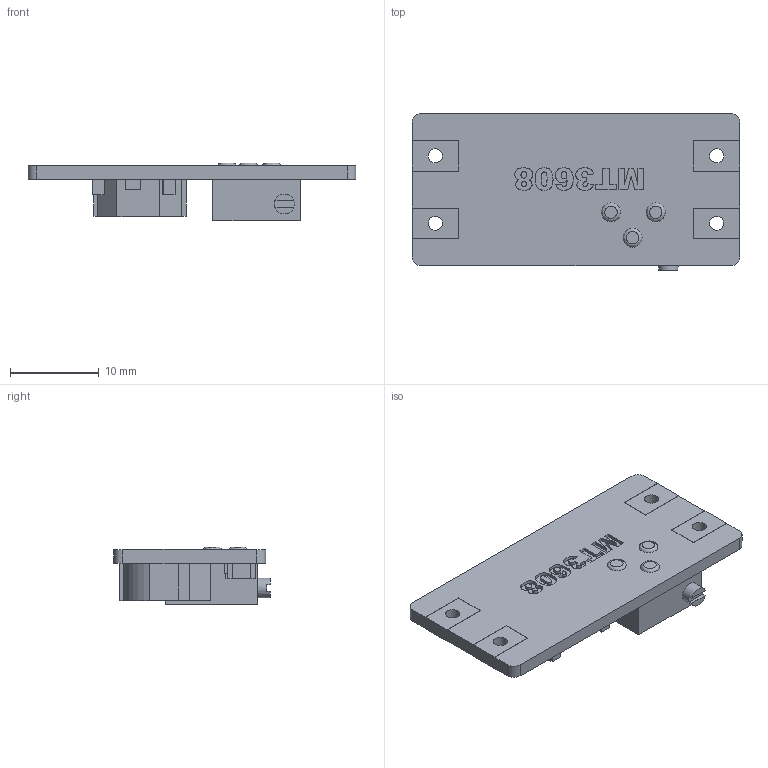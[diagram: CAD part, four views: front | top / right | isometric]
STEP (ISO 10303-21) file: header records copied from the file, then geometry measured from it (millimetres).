
FILE_DESCRIPTION (( 'STEP AP214' ), '1' );
FILE_NAME ('MT3608-Module_762.STEP', '2019-09-10T06:02:55', ( '' ), ( '' ), 'SwSTEP 2.0', 'SolidWorks 2018', '' );
FILE_SCHEMA (( 'AUTOMOTIVE_DESIGN' ));
Length unit declared in the file: millimetre
Products named in the file (1): MT3608-Module_762
Bounding box: 37.01 x 17.71 x 6.5 mm (x, y, z)
Volume: 1828.7 mm3; surface area: 1946.8 mm2
Topology: 1 solids, 1 shells, 310 faces, 806 edges, 539 vertices
Faces by surface type: plane 274, bspline 24, cylinder 12
Full cylindrical faces by diameter (mm): 1.6 x4, 2.248 x1, 6.553 x1, 8.174 x1
Entity records: 14166 total; most frequent: CARTESIAN_POINT 4926, ORIENTED_EDGE 1558, DIRECTION 1338, EDGE_CURVE 779, LINE 704, VECTOR 704, VERTEX_POINT 531, EDGE_LOOP 378
